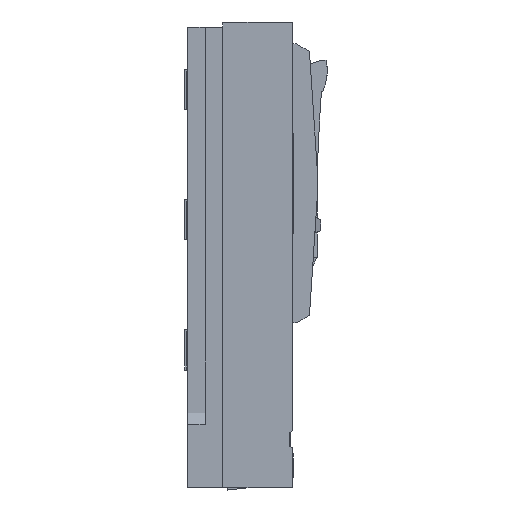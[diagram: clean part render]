
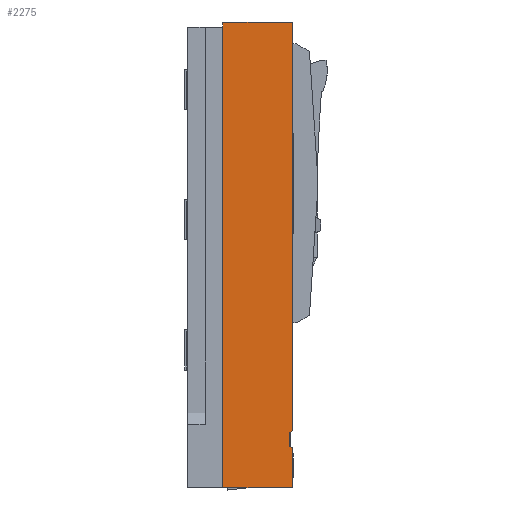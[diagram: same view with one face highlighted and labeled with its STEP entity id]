
A CAD part, left-side view. The second image highlights one B-rep face of the part: STEP entity #2275.
In plain terms, the highlighted planar face has unit normal (-1, 0, 0).
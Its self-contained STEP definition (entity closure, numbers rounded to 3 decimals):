
#2275=ADVANCED_FACE('802874_L03_Leistendeckel D-SL10/3x3',(#3251),#2817,
 .F.);
#2817=PLANE('',#12215);
#3251=FACE_OUTER_BOUND('',#3717,.T.);
#3717=EDGE_LOOP('',(#4502,#4503,#4504,#4505,#4506,#4507,#4508,#4509,#4510));
#4502=ORIENTED_EDGE('',*,*,#8416,.F.);
#4503=ORIENTED_EDGE('',*,*,#8413,.T.);
#4504=ORIENTED_EDGE('',*,*,#8410,.T.);
#4505=ORIENTED_EDGE('',*,*,#8407,.T.);
#4506=ORIENTED_EDGE('',*,*,#8404,.F.);
#4507=ORIENTED_EDGE('',*,*,#8401,.T.);
#4508=ORIENTED_EDGE('',*,*,#8398,.F.);
#4509=ORIENTED_EDGE('',*,*,#8396,.T.);
#4510=ORIENTED_EDGE('',*,*,#8417,.T.);
#7366=VERTEX_POINT('',#15709);
#7367=VERTEX_POINT('',#15711);
#7368=VERTEX_POINT('',#15715);
#7370=VERTEX_POINT('',#15721);
#7372=VERTEX_POINT('',#15727);
#7374=VERTEX_POINT('',#15733);
#7376=VERTEX_POINT('',#15739);
#7378=VERTEX_POINT('',#15745);
#7380=VERTEX_POINT('',#15751);
#8396=EDGE_CURVE('',#7367,#7366,#9875,.T.);
#8398=EDGE_CURVE('',#7367,#7368,#9877,.T.);
#8401=EDGE_CURVE('',#7370,#7368,#9880,.T.);
#8404=EDGE_CURVE('',#7370,#7372,#9883,.T.);
#8407=EDGE_CURVE('',#7374,#7372,#9886,.T.);
#8410=EDGE_CURVE('',#7376,#7374,#9889,.T.);
#8413=EDGE_CURVE('',#7378,#7376,#9892,.T.);
#8416=EDGE_CURVE('',#7378,#7380,#9895,.T.);
#8417=EDGE_CURVE('',#7366,#7380,#9896,.T.);
#9875=LINE('',#15710,#11061);
#9877=LINE('',#15714,#11063);
#9880=LINE('',#15720,#11066);
#9883=LINE('',#15726,#11069);
#9886=LINE('',#15732,#11072);
#9889=LINE('',#15738,#11075);
#9892=LINE('',#15744,#11078);
#9895=LINE('',#15750,#11081);
#9896=LINE('',#15752,#11082);
#11061=VECTOR('',#13032,1.);
#11063=VECTOR('',#13036,1.);
#11066=VECTOR('',#13041,1.);
#11069=VECTOR('',#13046,1.);
#11072=VECTOR('',#13051,1.);
#11075=VECTOR('',#13056,1.);
#11078=VECTOR('',#13061,1.);
#11081=VECTOR('',#13066,1.);
#11082=VECTOR('',#13067,1.);
#12215=AXIS2_PLACEMENT_3D('',#15753,#13068,#13069);
#13032=DIRECTION('',(0.,0.,-1.));
#13036=DIRECTION('',(0.,-1.,0.004));
#13041=DIRECTION('',(0.,0.,1.));
#13046=DIRECTION('',(0.,0.891,-0.455));
#13051=DIRECTION('',(0.,0.,1.));
#13056=DIRECTION('',(0.,0.811,0.585));
#13061=DIRECTION('',(0.,0.,1.));
#13066=DIRECTION('',(0.,1.,0.));
#13067=DIRECTION('',(0.,0.,-1.));
#13068=DIRECTION('',(1.,0.,0.));
#13069=DIRECTION('',(0.,-1.,0.));
#15709=CARTESIAN_POINT('',(-49.5,-54.,277.5));
#15710=CARTESIAN_POINT('',(-49.5,-54.,-49.686));
#15711=CARTESIAN_POINT('',(-49.5,-54.,284.587));
#15714=CARTESIAN_POINT('',(-49.5,-103.816,284.791));
#15715=CARTESIAN_POINT('',(-49.5,-152.905,284.991));
#15720=CARTESIAN_POINT('',(-49.5,-152.905,-0.024));
#15721=CARTESIAN_POINT('',(-49.5,-152.905,-295.946));
#15726=CARTESIAN_POINT('',(-49.5,-151.155,-296.839));
#15727=CARTESIAN_POINT('',(-49.5,-149.405,-297.732));
#15732=CARTESIAN_POINT('',(-49.5,-149.405,-307.905));
#15733=CARTESIAN_POINT('',(-49.5,-149.405,-318.078));
#15738=CARTESIAN_POINT('',(-49.5,-151.155,-319.34));
#15739=CARTESIAN_POINT('',(-49.5,-152.905,-320.602));
#15744=CARTESIAN_POINT('',(-49.5,-152.905,-346.188));
#15745=CARTESIAN_POINT('',(-49.5,-152.905,-377.));
#15750=CARTESIAN_POINT('',(-49.5,-101.953,-377.));
#15751=CARTESIAN_POINT('',(-49.5,-54.,-377.));
#15752=CARTESIAN_POINT('',(-49.5,-54.,-49.686));
#15753=CARTESIAN_POINT('',(-49.5,-3.912,-0.024));
